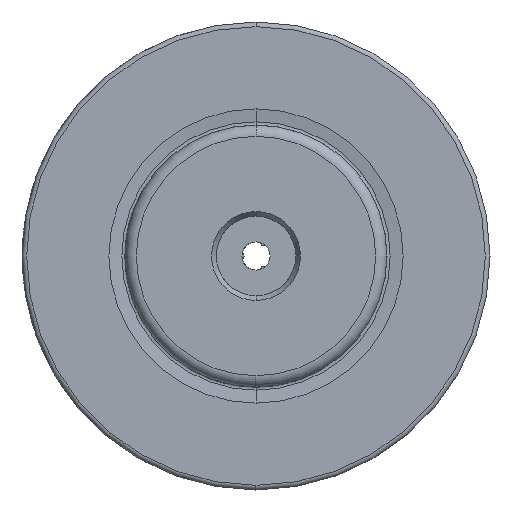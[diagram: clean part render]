
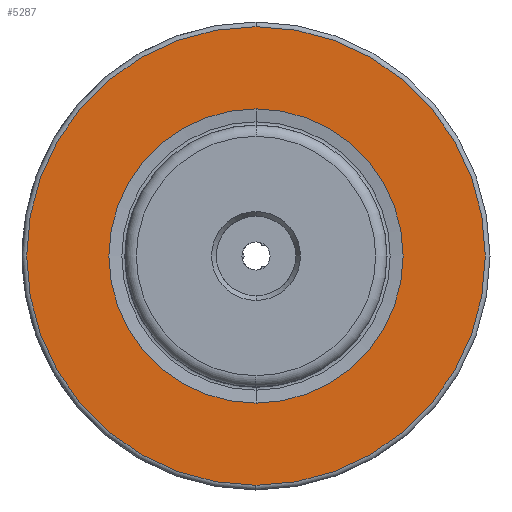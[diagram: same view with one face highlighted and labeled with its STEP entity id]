
A CAD part, left-side view. The second image highlights one B-rep face of the part: STEP entity #5287.
In plain terms, the highlighted planar face has unit normal (-1, 0, 0).
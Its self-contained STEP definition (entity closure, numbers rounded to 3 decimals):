
#390 = CARTESIAN_POINT ( 'NONE',  ( 0., 0., 0. ) ) ;
#409 = DIRECTION ( 'NONE',  ( 0., 0., -1. ) ) ;
#632 = DIRECTION ( 'NONE',  ( -1., 0., 0. ) ) ;
#687 = VERTEX_POINT ( 'NONE', #3038 ) ;
#733 = CARTESIAN_POINT ( 'NONE',  ( 0., 0., 0. ) ) ;
#1049 = DIRECTION ( 'NONE',  ( 0., 0., 1. ) ) ;
#1120 = AXIS2_PLACEMENT_3D ( 'NONE', #733, #2107, #1611 ) ;
#1130 = CARTESIAN_POINT ( 'NONE',  ( 0., 0., 0. ) ) ;
#1180 = CARTESIAN_POINT ( 'NONE',  ( 0., 0., 15.715 ) ) ;
#1240 = CIRCLE ( 'NONE', #5443, 15.715 ) ;
#1253 = CIRCLE ( 'NONE', #5752, 24.5 ) ;
#1389 = DIRECTION ( 'NONE',  ( 0., 0., 1. ) ) ;
#1611 = DIRECTION ( 'NONE',  ( 0., 0., 1. ) ) ;
#1783 = FACE_BOUND ( 'NONE', #2226, .T. ) ;
#2107 = DIRECTION ( 'NONE',  ( -1., 0., 0. ) ) ;
#2177 = VERTEX_POINT ( 'NONE', #2649 ) ;
#2226 = EDGE_LOOP ( 'NONE', ( #3094, #4977 ) ) ;
#2599 = ORIENTED_EDGE ( 'NONE', *, *, #3640, .T. ) ;
#2649 = CARTESIAN_POINT ( 'NONE',  ( 0., 0., -24.5 ) ) ;
#2731 = DIRECTION ( 'NONE',  ( 1., 0., 0. ) ) ;
#2741 = EDGE_CURVE ( 'NONE', #3699, #4482, #5812, .T. ) ;
#2984 = CIRCLE ( 'NONE', #1120, 24.5 ) ;
#3000 = EDGE_CURVE ( 'NONE', #4482, #3699, #1240, .T. ) ;
#3038 = CARTESIAN_POINT ( 'NONE',  ( 0., 0., 24.5 ) ) ;
#3094 = ORIENTED_EDGE ( 'NONE', *, *, #3000, .F. ) ;
#3161 = DIRECTION ( 'NONE',  ( -1., 0., 0. ) ) ;
#3185 = PLANE ( 'NONE',  #3472 ) ;
#3365 = DIRECTION ( 'NONE',  ( -1., 0., 0. ) ) ;
#3383 = CARTESIAN_POINT ( 'NONE',  ( 0., 0., -15.715 ) ) ;
#3472 = AXIS2_PLACEMENT_3D ( 'NONE', #5040, #2731, #409 ) ;
#3640 = EDGE_CURVE ( 'NONE', #687, #2177, #1253, .T. ) ;
#3699 = VERTEX_POINT ( 'NONE', #3383 ) ;
#3736 = EDGE_LOOP ( 'NONE', ( #2599, #4347 ) ) ;
#3819 = CARTESIAN_POINT ( 'NONE',  ( 0., 0., 0. ) ) ;
#4347 = ORIENTED_EDGE ( 'NONE', *, *, #4448, .T. ) ;
#4448 = EDGE_CURVE ( 'NONE', #2177, #687, #2984, .T. ) ;
#4482 = VERTEX_POINT ( 'NONE', #1180 ) ;
#4490 = FACE_OUTER_BOUND ( 'NONE', #3736, .T. ) ;
#4629 = AXIS2_PLACEMENT_3D ( 'NONE', #1130, #632, #1049 ) ;
#4977 = ORIENTED_EDGE ( 'NONE', *, *, #2741, .F. ) ;
#5040 = CARTESIAN_POINT ( 'NONE',  ( 0., 15.715, 0. ) ) ;
#5224 = DIRECTION ( 'NONE',  ( 0., 0., 1. ) ) ;
#5287 = ADVANCED_FACE ( 'NONE', ( #1783, #4490 ), #3185, .F. ) ;
#5443 = AXIS2_PLACEMENT_3D ( 'NONE', #3819, #3365, #5224 ) ;
#5752 = AXIS2_PLACEMENT_3D ( 'NONE', #390, #3161, #1389 ) ;
#5812 = CIRCLE ( 'NONE', #4629, 15.715 ) ;
